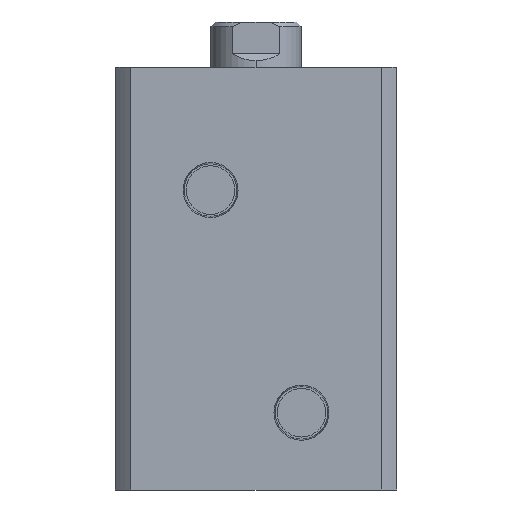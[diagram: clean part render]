
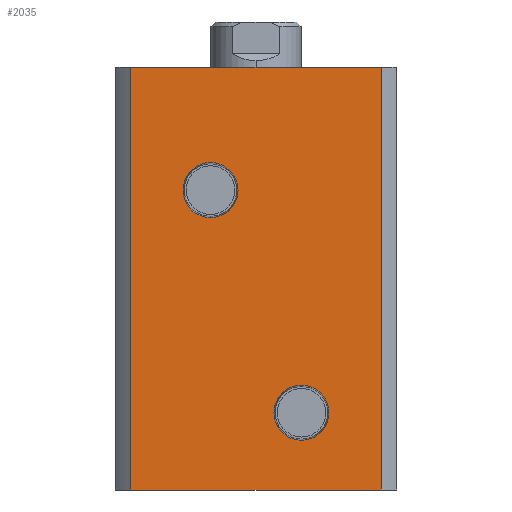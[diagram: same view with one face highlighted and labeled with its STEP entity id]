
A CAD part, left-side view. The second image highlights one B-rep face of the part: STEP entity #2035.
In plain terms, the highlighted planar face has unit normal (-1, 0, 0).
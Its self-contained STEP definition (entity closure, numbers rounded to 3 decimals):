
#3 = PLANE ( 'NONE',  #2959 ) ;
#8 = CARTESIAN_POINT ( 'NONE',  ( -31., 0., 93. ) ) ;
#24 = DIRECTION ( 'NONE',  ( 0., 0., -1. ) ) ;
#26 = DIRECTION ( 'NONE',  ( 1., 0., 0. ) ) ;
#115 = ORIENTED_EDGE ( 'NONE', *, *, #2896, .F. ) ;
#131 = ORIENTED_EDGE ( 'NONE', *, *, #2908, .T. ) ;
#132 = ORIENTED_EDGE ( 'NONE', *, *, #2862, .F. ) ;
#134 = ORIENTED_EDGE ( 'NONE', *, *, #2888, .F. ) ;
#137 = ORIENTED_EDGE ( 'NONE', *, *, #2827, .F. ) ;
#142 = ORIENTED_EDGE ( 'NONE', *, *, #2807, .F. ) ;
#146 = ORIENTED_EDGE ( 'NONE', *, *, #2890, .F. ) ;
#155 = FACE_OUTER_BOUND ( 'NONE', #2408, .T. ) ;
#157 = FACE_BOUND ( 'NONE', #2397, .T. ) ;
#271 = LINE ( 'NONE', #1597, #274 ) ;
#274 = VECTOR ( 'NONE', #1599, 1000. ) ;
#426 = CIRCLE ( 'NONE', #3055, 6.06 ) ;
#458 = LINE ( 'NONE', #1844, #463 ) ;
#463 = VECTOR ( 'NONE', #1850, 1000. ) ;
#519 = CIRCLE ( 'NONE', #3071, 6.06 ) ;
#564 = CIRCLE ( 'NONE', #3081, 6.06 ) ;
#567 = CIRCLE ( 'NONE', #3083, 6.06 ) ;
#577 = LINE ( 'NONE', #1069, #580 ) ;
#580 = VECTOR ( 'NONE', #1070, 1000. ) ;
#599 = LINE ( 'NONE', #1095, #602 ) ;
#602 = VECTOR ( 'NONE', #1096, 1000. ) ;
#1049 = ORIENTED_EDGE ( 'NONE', *, *, #2717, .T. ) ;
#1069 = CARTESIAN_POINT ( 'NONE',  ( -31., 0., 93. ) ) ;
#1070 = DIRECTION ( 'NONE',  ( 0., -1., 0. ) ) ;
#1095 = CARTESIAN_POINT ( 'NONE',  ( -31., 0., 0. ) ) ;
#1096 = DIRECTION ( 'NONE',  ( 0., -1., 0. ) ) ;
#1354 = CARTESIAN_POINT ( 'NONE',  ( -31., 27.591, 0. ) ) ;
#1357 = CARTESIAN_POINT ( 'NONE',  ( -31., 27.591, 93. ) ) ;
#1379 = CARTESIAN_POINT ( 'NONE',  ( -31., -27.591, 93. ) ) ;
#1406 = CARTESIAN_POINT ( 'NONE',  ( -31., -27.591, 0. ) ) ;
#1427 = CARTESIAN_POINT ( 'NONE',  ( -31., 10., 59.94 ) ) ;
#1457 = CARTESIAN_POINT ( 'NONE',  ( -31., -10., 10.94 ) ) ;
#1460 = CARTESIAN_POINT ( 'NONE',  ( -31., 10., 72.06 ) ) ;
#1461 = CARTESIAN_POINT ( 'NONE',  ( -31., -10., 23.06 ) ) ;
#1597 = CARTESIAN_POINT ( 'NONE',  ( -31., 27.591, 93. ) ) ;
#1599 = DIRECTION ( 'NONE',  ( 0., 0., -1. ) ) ;
#1800 = CARTESIAN_POINT ( 'NONE',  ( -31., 10., 66. ) ) ;
#1801 = DIRECTION ( 'NONE',  ( -1., 0., 0. ) ) ;
#1802 = DIRECTION ( 'NONE',  ( 0., 0., 1. ) ) ;
#1844 = CARTESIAN_POINT ( 'NONE',  ( -31., -27.591, 93. ) ) ;
#1850 = DIRECTION ( 'NONE',  ( 0., 0., -1. ) ) ;
#1927 = CARTESIAN_POINT ( 'NONE',  ( -31., -10., 17. ) ) ;
#1928 = DIRECTION ( 'NONE',  ( -1., 0., 0. ) ) ;
#1929 = DIRECTION ( 'NONE',  ( 0., 0., 1. ) ) ;
#1987 = CARTESIAN_POINT ( 'NONE',  ( -31., -10., 17. ) ) ;
#1988 = DIRECTION ( 'NONE',  ( -1., 0., 0. ) ) ;
#1989 = DIRECTION ( 'NONE',  ( 0., 0., 1. ) ) ;
#1997 = CARTESIAN_POINT ( 'NONE',  ( -31., 10., 66. ) ) ;
#1998 = DIRECTION ( 'NONE',  ( -1., 0., 0. ) ) ;
#1999 = DIRECTION ( 'NONE',  ( 0., 0., 1. ) ) ;
#2035 = ADVANCED_FACE ( 'NONE', ( #2649, #157, #155 ), #3, .F. ) ;
#2376 = EDGE_LOOP ( 'NONE', ( #146, #142 ) ) ;
#2397 = EDGE_LOOP ( 'NONE', ( #134, #132 ) ) ;
#2408 = EDGE_LOOP ( 'NONE', ( #131, #137, #115, #1049 ) ) ;
#2649 = FACE_BOUND ( 'NONE', #2376, .T. ) ;
#2717 = EDGE_CURVE ( 'NONE', #3548, #3545, #271, .T. ) ;
#2807 = EDGE_CURVE ( 'NONE', #3626, #3683, #426, .T. ) ;
#2827 = EDGE_CURVE ( 'NONE', #3570, #3597, #458, .T. ) ;
#2862 = EDGE_CURVE ( 'NONE', #3674, #3679, #519, .T. ) ;
#2888 = EDGE_CURVE ( 'NONE', #3679, #3674, #564, .T. ) ;
#2890 = EDGE_CURVE ( 'NONE', #3683, #3626, #567, .T. ) ;
#2896 = EDGE_CURVE ( 'NONE', #3548, #3570, #577, .T. ) ;
#2908 = EDGE_CURVE ( 'NONE', #3545, #3597, #599, .T. ) ;
#2959 = AXIS2_PLACEMENT_3D ( 'NONE', #8, #26, #24 ) ;
#3055 = AXIS2_PLACEMENT_3D ( 'NONE', #1800, #1801, #1802 ) ;
#3071 = AXIS2_PLACEMENT_3D ( 'NONE', #1927, #1928, #1929 ) ;
#3081 = AXIS2_PLACEMENT_3D ( 'NONE', #1987, #1988, #1989 ) ;
#3083 = AXIS2_PLACEMENT_3D ( 'NONE', #1997, #1998, #1999 ) ;
#3545 = VERTEX_POINT ( 'NONE', #1354 ) ;
#3548 = VERTEX_POINT ( 'NONE', #1357 ) ;
#3570 = VERTEX_POINT ( 'NONE', #1379 ) ;
#3597 = VERTEX_POINT ( 'NONE', #1406 ) ;
#3626 = VERTEX_POINT ( 'NONE', #1427 ) ;
#3674 = VERTEX_POINT ( 'NONE', #1457 ) ;
#3679 = VERTEX_POINT ( 'NONE', #1461 ) ;
#3683 = VERTEX_POINT ( 'NONE', #1460 ) ;
